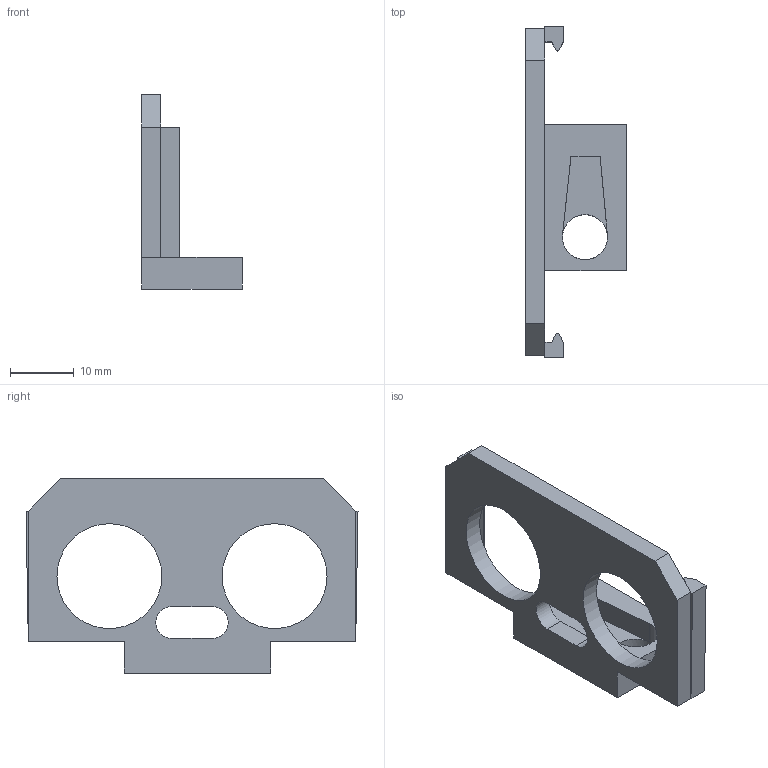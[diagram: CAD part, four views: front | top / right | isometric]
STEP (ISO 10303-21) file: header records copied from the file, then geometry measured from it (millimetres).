
FILE_DESCRIPTION(('FreeCAD Model'),'2;1');
FILE_NAME('Open CASCADE Shape Model','2021-07-06T10:33:57',('Author'),( ''),'Open CASCADE STEP processor 7.5','FreeCAD','Unknown');
FILE_SCHEMA(('AUTOMOTIVE_DESIGN { 1 0 10303 214 1 1 1 1 }'));
Length unit declared in the file: millimetre
Products named in the file (1): Pocket013
Bounding box: 15.83 x 52.23 x 30.55 mm (x, y, z)
Volume: 4092.1 mm3; surface area: 3994.3 mm2
Topology: 1 solids, 1 shells, 50 faces, 135 edges, 88 vertices
Faces by surface type: plane 40, cylinder 10
Full cylindrical faces by diameter (mm): 7.1 x1, 16.5 x2
Entity records: 3346 total; most frequent: CARTESIAN_POINT 607, DIRECTION 501, LINE 340, VECTOR 340, ORIENTED_EDGE 270, PCURVE 270, DEFINITIONAL_REPRESENTATION 270, EDGE_CURVE 135
